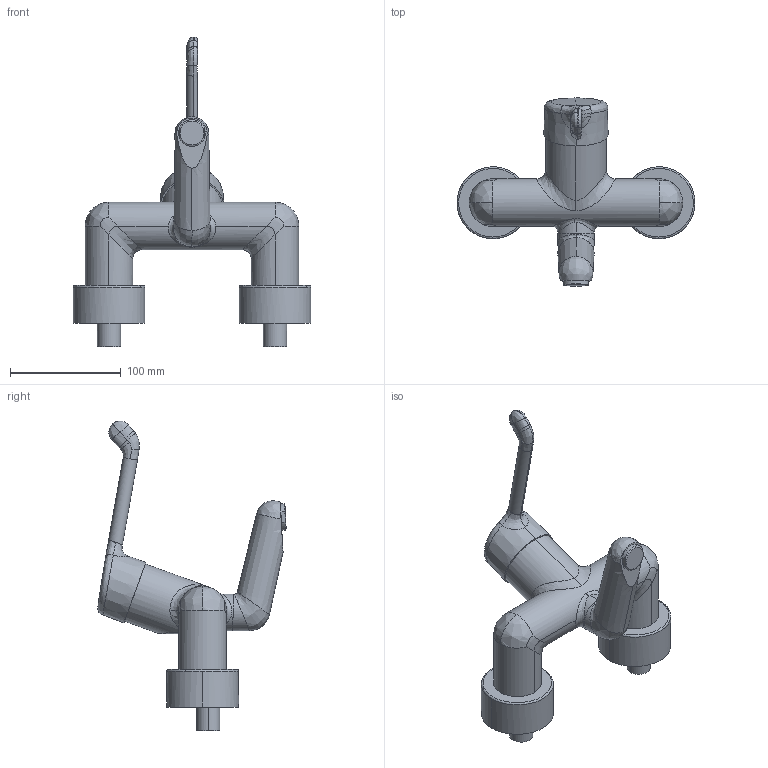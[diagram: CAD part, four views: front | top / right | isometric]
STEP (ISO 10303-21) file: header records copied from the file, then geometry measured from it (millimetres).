
FILE_DESCRIPTION (( 'STEP AP203' ), '1' );
FILE_NAME ('02542202+5516C.STEP', '2018-03-02T08:09:34', ( '' ), ( '' ), 'SwSTEP 2.0', 'SolidWorks 2016', '' );
FILE_SCHEMA (( 'CONFIG_CONTROL_DESIGN' ));
Length unit declared in the file: millimetre
Products named in the file (1): 02542202+5516C
Bounding box: 215 x 170.18 x 280.06 mm (x, y, z)
Volume: 853270.5 mm3; surface area: 101657 mm2
Topology: 1 solids, 1 shells, 145 faces, 354 edges, 219 vertices
Faces by surface type: bspline 57, cylinder 42, plane 34, cone 12
Entity records: 17382 total; most frequent: CARTESIAN_POINT 14358, ORIENTED_EDGE 700, DIRECTION 462, EDGE_CURVE 350, VERTEX_POINT 219, AXIS2_PLACEMENT_3D 188, B_SPLINE_CURVE_WITH_KNOTS 161, EDGE_LOOP 157
